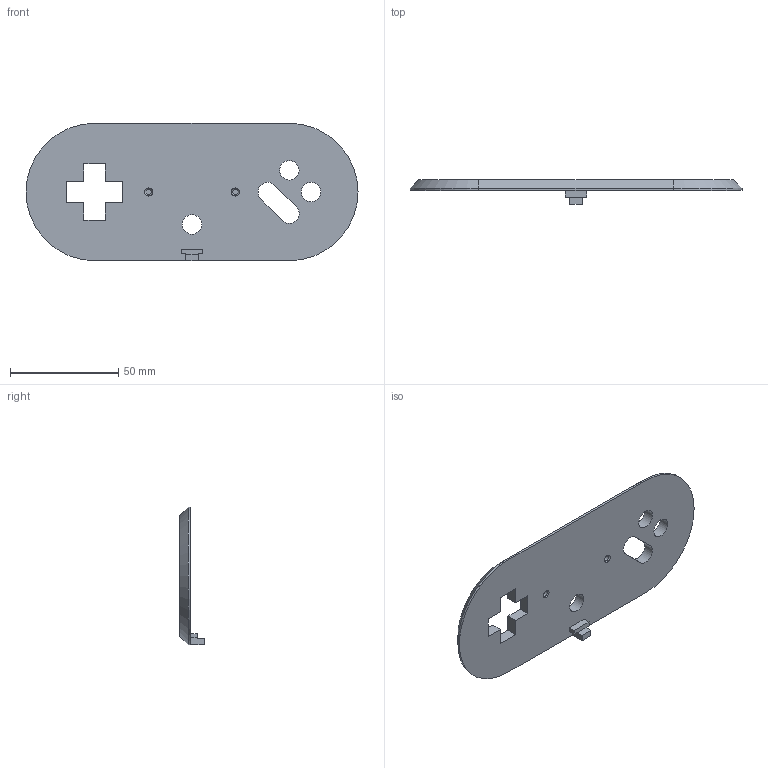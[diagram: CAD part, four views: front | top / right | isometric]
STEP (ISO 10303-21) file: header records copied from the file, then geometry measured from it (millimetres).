
FILE_DESCRIPTION(/* description */ (''),/* implementation_level */ '2;1');
FILE_NAME(/* name */ 'controller-face.step',/* time_stamp */ '2025-11-14T03:25:28-05:00',/* author */ (''),/* organization */ (''),/* preprocessor_version */ 'ST-DEVELOPER v20.1',/* originating_system */ 'Autodesk Translation Framework v14.10.0.0',/* authorisation */ '');
FILE_SCHEMA (('AUTOMOTIVE_DESIGN { 1 0 10303 214 3 1 1 }'));
Length unit declared in the file: millimetre
Products named in the file (2): gpad_v3_smt; top plate
Assembly tree (1 placements, depth 2):
  gpad_v3_smt
    top plate
Bounding box: 153.5 x 11.4 x 63.5 mm (x, y, z)
Volume: 37559.3 mm3; surface area: 18589.3 mm2
Topology: 1 solids, 1 shells, 45 faces, 117 edges, 76 vertices
Faces by surface type: plane 32, cylinder 9, cone 4
Full cylindrical faces by diameter (mm): 2.7 x2, 9 x3
Entity records: 1445 total; most frequent: CARTESIAN_POINT 241, DIRECTION 235, ORIENTED_EDGE 234, EDGE_CURVE 117, LINE 95, VECTOR 95, VERTEX_POINT 76, AXIS2_PLACEMENT_3D 70
